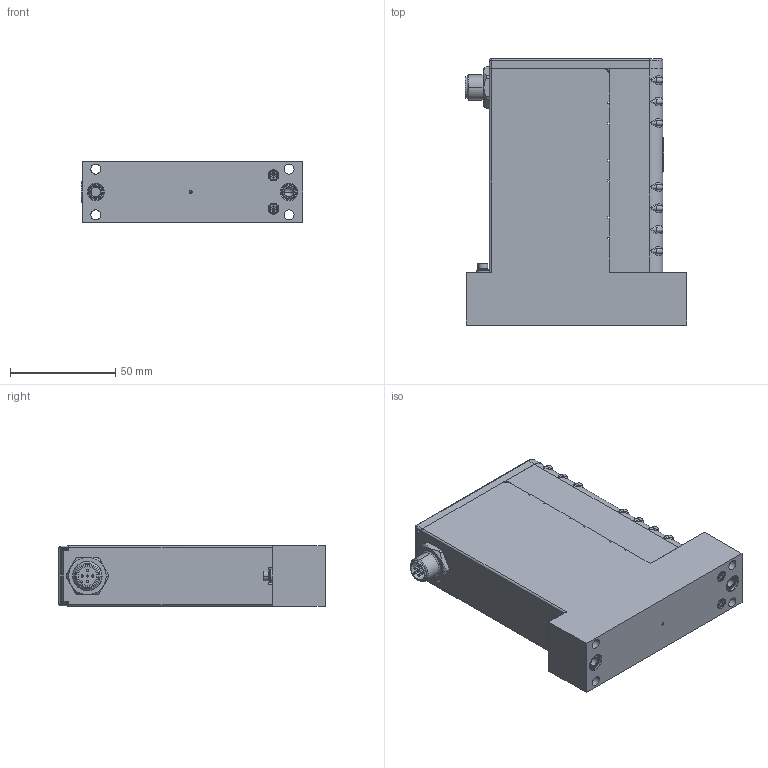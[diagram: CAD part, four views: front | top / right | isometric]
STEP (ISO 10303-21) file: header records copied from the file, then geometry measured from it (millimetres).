
FILE_DESCRIPTION((''),'2;1');
FILE_NAME('PFCA_W-SEAL_DNET_ASM','2015-12-18T',('cockrofm'),(''),'PRO/ENGINEER BY PARAMETRIC TECHNOLOGY CORPORATION, 2011490','PRO/ENGINEER BY PARAMETRIC TECHNOLOGY CORPORATION, 2011490','');
FILE_SCHEMA(('CONFIG_CONTROL_DESIGN'));
Length unit declared in the file: inch
Products named in the file (6): BREP_WITH_VOIDS_44865; MANIFOLD_SOLID_BREP_77465; MANIFOLD_SOLID_BREP_77755; MANIFOLD_SOLID_BREP_78207; PFCA_WSEAL_DNET_SW0001_ASM; PFCA_W-SEAL_DNET_ASM
Assembly tree (5 placements, depth 3):
  PFCA_W-SEAL_DNET_ASM
    PFCA_WSEAL_DNET_SW0001_ASM
      BREP_WITH_VOIDS_44865
      MANIFOLD_SOLID_BREP_77465
      MANIFOLD_SOLID_BREP_77755
      MANIFOLD_SOLID_BREP_78207
Bounding box: 105.28 x 126.75 x 28.57 mm (x, y, z)
Volume: 110321.9 mm3; surface area: 73068.5 mm2
Topology: 4 solids, 9 shells, 1740 faces, 4956 edges, 3139 vertices
Faces by surface type: plane 1008, cylinder 507, bspline 93, cone 76, torus 30, extrusion 20, sphere 6
Entity records: 62415 total; most frequent: CARTESIAN_POINT 17794, ORIENTED_EDGE 9860, DIRECTION 8407, EDGE_CURVE 4930, VECTOR 3345, LINE 3325, VERTEX_POINT 3191, AXIS2_PLACEMENT_3D 2531
